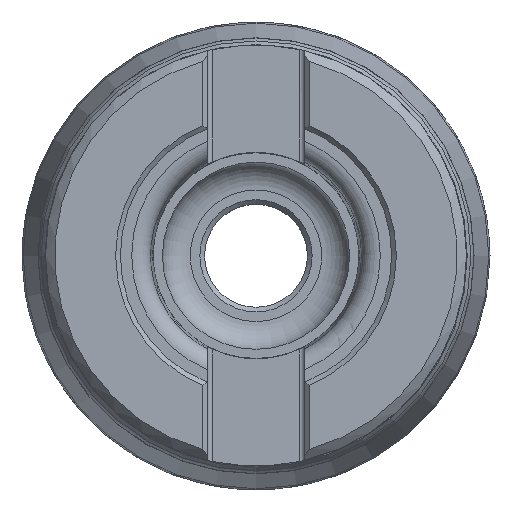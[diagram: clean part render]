
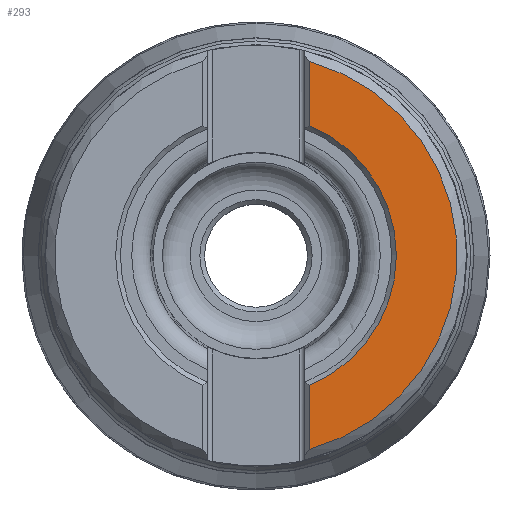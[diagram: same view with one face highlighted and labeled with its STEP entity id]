
A CAD part, top view. The second image highlights one B-rep face of the part: STEP entity #293.
In plain terms, the highlighted planar face has unit normal (0, 0, 1).
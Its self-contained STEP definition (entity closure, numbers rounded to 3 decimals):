
#149=FACE_OUTER_BOUND('',#552,.T.);
#188=LINE('',#1918,#212);
#189=LINE('',#1922,#213);
#212=VECTOR('',#1498,1.);
#213=VECTOR('',#1501,1.);
#293=ADVANCED_FACE('',(#149),#387,.T.);
#387=PLANE('',#1336);
#552=EDGE_LOOP('',(#729,#730,#731,#732));
#729=ORIENTED_EDGE('',*,*,#1119,.F.);
#730=ORIENTED_EDGE('',*,*,#1120,.T.);
#731=ORIENTED_EDGE('',*,*,#1121,.T.);
#732=ORIENTED_EDGE('',*,*,#1122,.T.);
#1005=VERTEX_POINT('',#1916);
#1006=VERTEX_POINT('',#1917);
#1007=VERTEX_POINT('',#1919);
#1008=VERTEX_POINT('',#1921);
#1119=EDGE_CURVE('',#1005,#1006,#1249,.T.);
#1120=EDGE_CURVE('',#1005,#1007,#188,.T.);
#1121=EDGE_CURVE('',#1007,#1008,#1250,.T.);
#1122=EDGE_CURVE('',#1008,#1006,#189,.T.);
#1249=CIRCLE('',#1334,15.);
#1250=CIRCLE('',#1335,21.5);
#1334=AXIS2_PLACEMENT_3D('',#1915,#1496,#1497);
#1335=AXIS2_PLACEMENT_3D('',#1920,#1499,#1500);
#1336=AXIS2_PLACEMENT_3D('',#1923,#1502,#1503);
#1496=DIRECTION('',(0.,0.,1.));
#1497=DIRECTION('',(1.,0.,0.));
#1498=DIRECTION('',(0.,-1.,0.));
#1499=DIRECTION('',(0.,0.,1.));
#1500=DIRECTION('',(1.,0.,0.));
#1501=DIRECTION('',(0.,-1.,0.));
#1502=DIRECTION('',(0.,0.,1.));
#1503=DIRECTION('',(1.,0.,0.));
#1915=CARTESIAN_POINT('',(0.,0.,40.));
#1916=CARTESIAN_POINT('',(5.7,-13.875,40.));
#1917=CARTESIAN_POINT('',(5.7,13.875,40.));
#1918=CARTESIAN_POINT('',(5.7,0.,40.));
#1919=CARTESIAN_POINT('',(5.7,-20.731,40.));
#1920=CARTESIAN_POINT('',(0.,0.,40.));
#1921=CARTESIAN_POINT('',(5.7,20.731,40.));
#1922=CARTESIAN_POINT('',(5.7,0.,40.));
#1923=CARTESIAN_POINT('',(0.,0.,40.));
